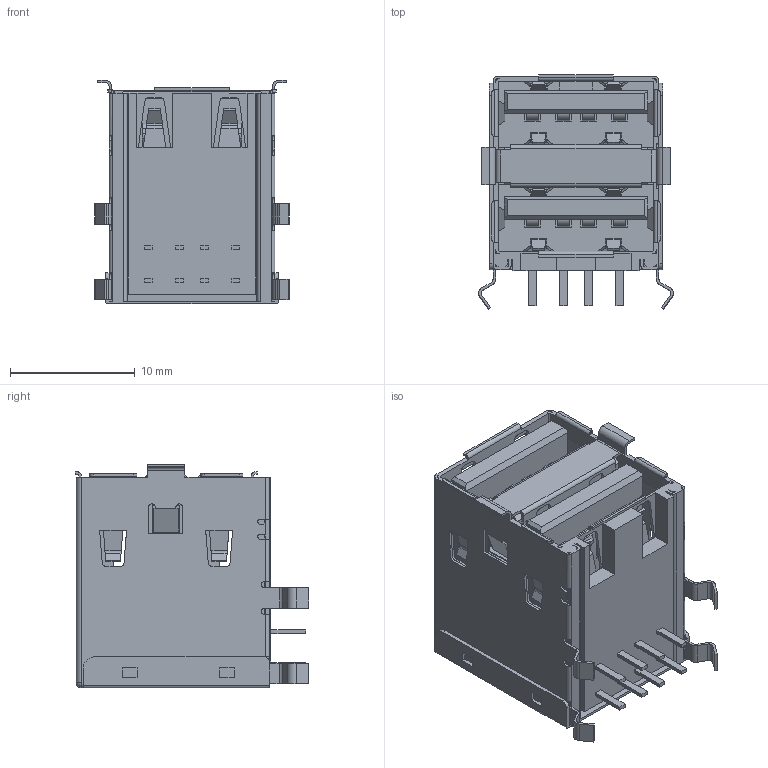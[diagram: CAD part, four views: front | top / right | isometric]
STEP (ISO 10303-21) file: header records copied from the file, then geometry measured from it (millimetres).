
FILE_DESCRIPTION((''),'2;1');
FILE_NAME('672983090','2008-08-25T',('gga'),(''),'PRO/ENGINEER BY PARAMETRIC TECHNOLOGY CORPORATION, 2003451','PRO/ENGINEER BY PARAMETRIC TECHNOLOGY CORPORATION, 2003451','');
FILE_SCHEMA(('CONFIG_CONTROL_DESIGN'));
Length unit declared in the file: millimetre
Products named in the file (1): 672983090
Bounding box: 15.6 x 18.75 x 17.92 mm (x, y, z)
Volume: 1958.8 mm3; surface area: 3781.7 mm2
Topology: 1 solids, 1 shells, 915 faces, 2740 edges, 1798 vertices
Faces by surface type: plane 664, cylinder 249, sphere 2
Entity records: 30819 total; most frequent: CARTESIAN_POINT 5746, ORIENTED_EDGE 5398, DIRECTION 4982, EDGE_CURVE 2699, VECTOR 2138, LINE 2138, VERTEX_POINT 1756, AXIS2_PLACEMENT_3D 1422
